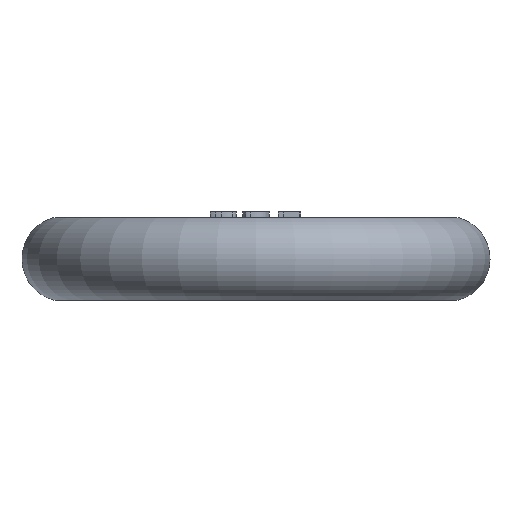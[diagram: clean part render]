
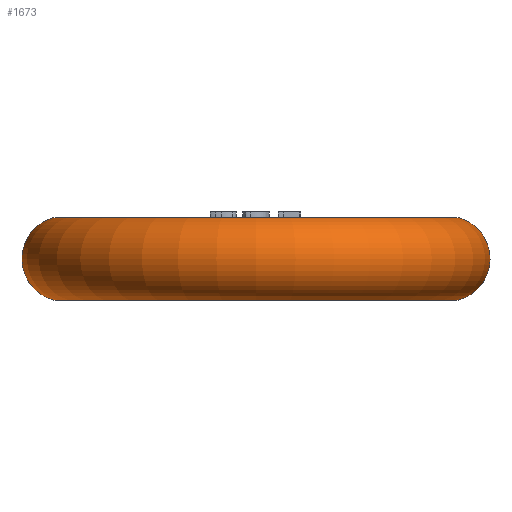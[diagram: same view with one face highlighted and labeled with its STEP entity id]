
A CAD part, front view. The second image highlights one B-rep face of the part: STEP entity #1673.
In plain terms, the highlighted toroidal (fillet/blend) face has major radius 23.214 mm and minor radius 5.163 mm.
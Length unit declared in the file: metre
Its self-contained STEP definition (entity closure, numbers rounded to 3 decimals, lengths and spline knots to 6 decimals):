
#15=TOROIDAL_SURFACE('',#1800,0.023214,0.005163);
#365=B_SPLINE_CURVE_WITH_KNOTS('',3,(#3133,#3134,#3135,#3136,#3137,#3138,
#3139),.UNSPECIFIED.,.F.,.F.,(4,1,1,1,4),(0.000067,0.00345,
0.006832,0.010215,0.013597),
 .UNSPECIFIED.);
#366=B_SPLINE_CURVE_WITH_KNOTS('',3,(#3141,#3142,#3143,#3144,#3145,#3146,
#3147),.UNSPECIFIED.,.F.,.F.,(4,1,1,1,4),(0.,0.003391,0.006782,
0.010172,0.013563),.UNSPECIFIED.);
#392=CIRCLE('',#1733,0.0245);
#417=CIRCLE('',#1778,0.0245);
#888=ORIENTED_EDGE('',*,*,#1152,.F.);
#889=ORIENTED_EDGE('',*,*,#1032,.F.);
#890=ORIENTED_EDGE('',*,*,#1151,.T.);
#891=ORIENTED_EDGE('',*,*,#1116,.T.);
#1032=EDGE_CURVE('',#1249,#1250,#392,.T.);
#1116=EDGE_CURVE('',#1304,#1303,#417,.T.);
#1151=EDGE_CURVE('',#1249,#1304,#365,.T.);
#1152=EDGE_CURVE('',#1250,#1303,#366,.T.);
#1249=VERTEX_POINT('',#2591);
#1250=VERTEX_POINT('',#2593);
#1303=VERTEX_POINT('',#2953);
#1304=VERTEX_POINT('',#2955);
#1433=EDGE_LOOP('',(#888,#889,#890,#891));
#1551=FACE_BOUND('',#1433,.T.);
#1673=ADVANCED_FACE('',(#1551),#15,.T.);
#1733=AXIS2_PLACEMENT_3D('',#2592,#1932,#1933);
#1778=AXIS2_PLACEMENT_3D('',#2954,#2048,#2049);
#1800=AXIS2_PLACEMENT_3D('',#3140,#2116,#2117);
#1932=DIRECTION('',(0.,0.,1.));
#1933=DIRECTION('',(1.,0.,0.));
#2048=DIRECTION('',(0.,0.,1.));
#2049=DIRECTION('',(1.,0.,0.));
#2116=DIRECTION('',(0.,0.,1.));
#2117=DIRECTION('',(1.,0.,0.));
#2591=CARTESIAN_POINT('',(-0.019748,0.0145,0.01));
#2592=CARTESIAN_POINT('',(0.,0.,0.01));
#2593=CARTESIAN_POINT('',(0.019748,0.0145,0.01));
#2953=CARTESIAN_POINT('',(0.019748,0.0145,0.));
#2954=CARTESIAN_POINT('',(0.,0.,0.));
#2955=CARTESIAN_POINT('',(-0.019748,0.0145,0.));
#3133=CARTESIAN_POINT('',(-0.019748,0.0145,0.01));
#3134=CARTESIAN_POINT('',(-0.020688,0.01509,0.009715));
#3135=CARTESIAN_POINT('',(-0.022368,0.016152,0.008408));
#3136=CARTESIAN_POINT('',(-0.023363,0.016783,0.005007));
#3137=CARTESIAN_POINT('',(-0.022381,0.016161,0.001607));
#3138=CARTESIAN_POINT('',(-0.020688,0.01509,0.000285));
#3139=CARTESIAN_POINT('',(-0.019748,0.0145,0.));
#3140=CARTESIAN_POINT('',(0.,0.,0.005));
#3141=CARTESIAN_POINT('',(0.019748,0.0145,0.01));
#3142=CARTESIAN_POINT('',(0.020689,0.015091,0.009715));
#3143=CARTESIAN_POINT('',(0.022369,0.016153,0.008407));
#3144=CARTESIAN_POINT('',(0.023364,0.016784,0.005003));
#3145=CARTESIAN_POINT('',(0.022375,0.016157,0.0016));
#3146=CARTESIAN_POINT('',(0.020689,0.015091,0.000285));
#3147=CARTESIAN_POINT('',(0.019748,0.0145,0.));
